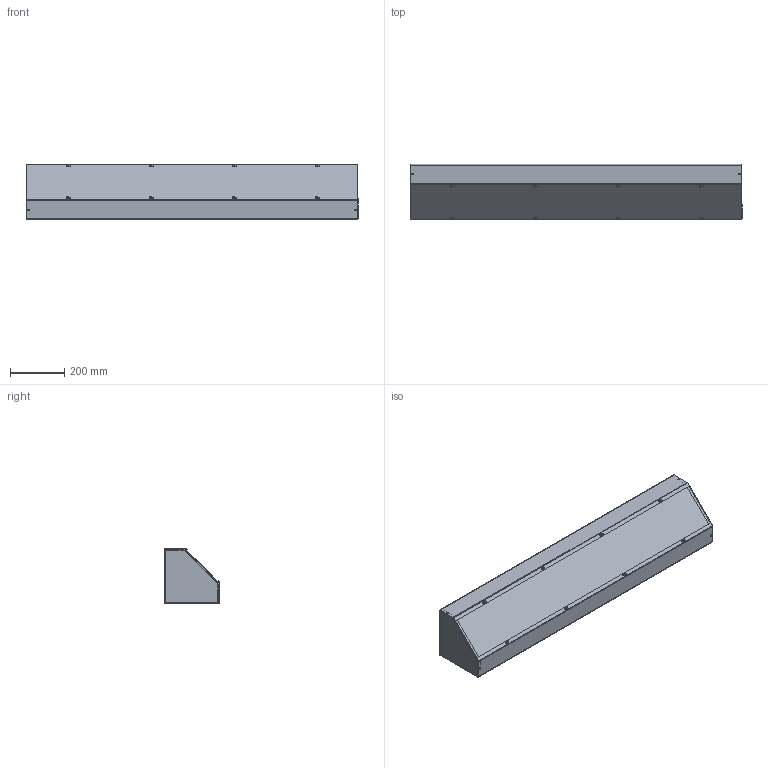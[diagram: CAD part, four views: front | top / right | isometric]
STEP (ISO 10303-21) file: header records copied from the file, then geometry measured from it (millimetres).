
FILE_DESCRIPTION (( 'STEP AP214' ), '1' );
FILE_NAME ('S8848ATNK.STEP', '2021-09-24T18:12:06', ( '' ), ( '' ), 'SwSTEP 2.0', 'SolidWorks 2021', '' );
FILE_SCHEMA (( 'AUTOMOTIVE_DESIGN' ));
Length unit declared in the file: inch
Products named in the file (1): S8848ATNK
Bounding box: 1219.2 x 205.23 x 205.23 mm (x, y, z)
Volume: 1858739.3 mm3; surface area: 1996827.6 mm2
Topology: 28 solids, 28 shells, 1648 faces, 3968 edges, 2384 vertices
Faces by surface type: cone 480, cylinder 440, plane 376, bspline 288, torus 64
Entity records: 77841 total; most frequent: CARTESIAN_POINT 17893, DIRECTION 8378, ORIENTED_EDGE 7872, EDGE_CURVE 3936, AXIS2_PLACEMENT_3D 3417, VERTEX_POINT 2384, CIRCLE 2056, EDGE_LOOP 1800
